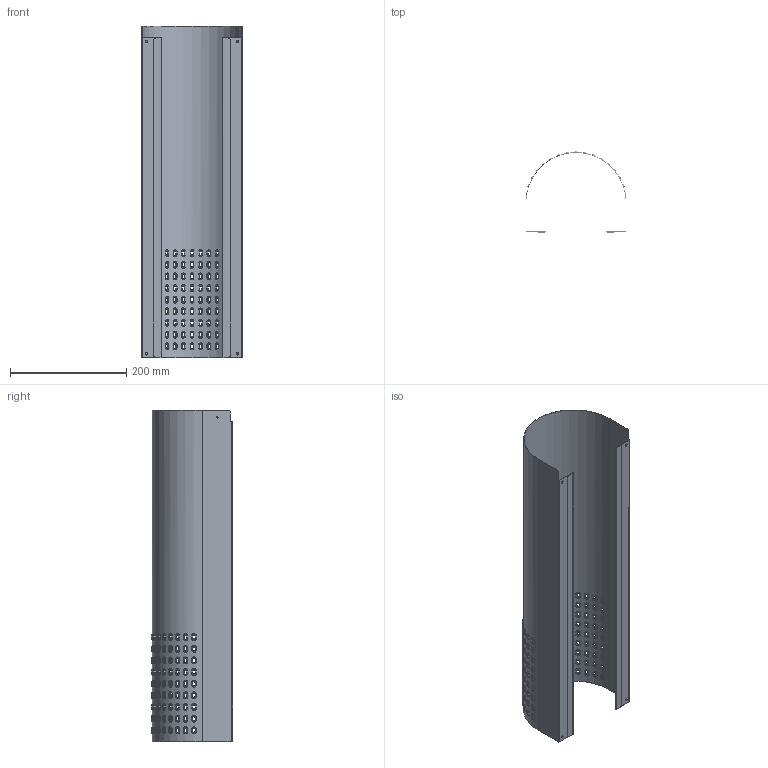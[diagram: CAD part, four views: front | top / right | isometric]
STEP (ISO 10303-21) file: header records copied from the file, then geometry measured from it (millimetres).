
FILE_DESCRIPTION(/* description */ ('Teknikmodul VT125 Tilluft'),/* implementation_level */ '2;1');
FILE_NAME(/* name */ 'HINT-TM-074.stp',/* time_stamp */ '2016-02-15T12:35:42+01:00',/* author */ ('John'),/* organization */ (''),/* preprocessor_version */ 'ST-DEVELOPER v15.6',/* originating_system */ 'Autodesk Inventor 2015',/* authorisation */ '');
FILE_SCHEMA (('AUTOMOTIVE_DESIGN { 1 0 10303 214 3 1 1 }'));
Products named in the file (1): HINT-TM-074
Bounding box: 173.64 x 139.2 x 570 mm (x, y, z)
Volume: 133831.8 mm3; surface area: 528020.6 mm2
Topology: 1 solids, 1 shells, 2663 faces, 6266 edges, 3758 vertices
Faces by surface type: bspline 1836, plane 652, cylinder 175
Full cylindrical faces by diameter (mm): 2.5 x2, 4 x4
Entity records: 147499 total; most frequent: CARTESIAN_POINT 98181, ORIENTED_EDGE 12508, EDGE_CURVE 6254, DIRECTION 4894, VERTEX_POINT 3752, LINE 3150, VECTOR 3150, EDGE_LOOP 3140
